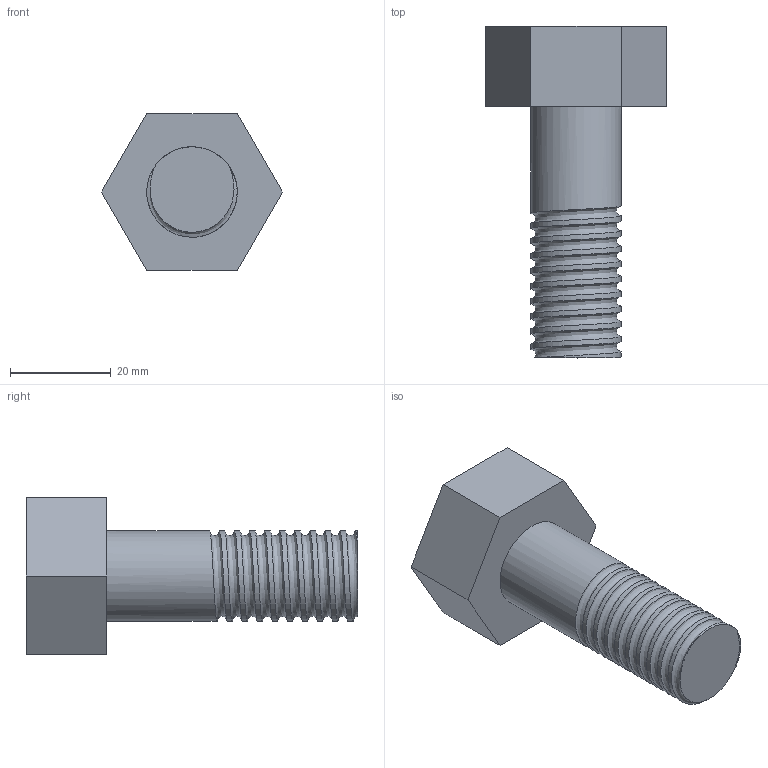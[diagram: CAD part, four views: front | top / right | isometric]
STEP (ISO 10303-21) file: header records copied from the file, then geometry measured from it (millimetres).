
FILE_DESCRIPTION(/* description */ (''),/* implementation_level */ '2;1');
FILE_NAME(/* name */ 'Bolt v1.step',/* time_stamp */ '2022-07-14T19:10:08+05:30',/* author */ (''),/* organization */ (''),/* preprocessor_version */ 'ST-DEVELOPER v19',/* originating_system */ 'Autodesk Translation Framework v11.7.0.108',/* authorisation */ '');
FILE_SCHEMA (('AUTOMOTIVE_DESIGN { 1 0 10303 214 3 1 1 }'));
Length unit declared in the file: millimetre
Products named in the file (1): Bolt
Bounding box: 36 x 66 x 31.18 mm (x, y, z)
Volume: 25342.4 mm3; surface area: 6732.6 mm2
Topology: 1 solids, 1 shells, 22 faces, 57 edges, 38 vertices
Faces by surface type: cylinder 11, plane 10, bspline 1
Full cylindrical faces by diameter (mm): 18 x10
Entity records: 2660 total; most frequent: CARTESIAN_POINT 2151, ORIENTED_EDGE 114, DIRECTION 83, EDGE_CURVE 57, VERTEX_POINT 38, LINE 29, VECTOR 29, AXIS2_PLACEMENT_3D 27
